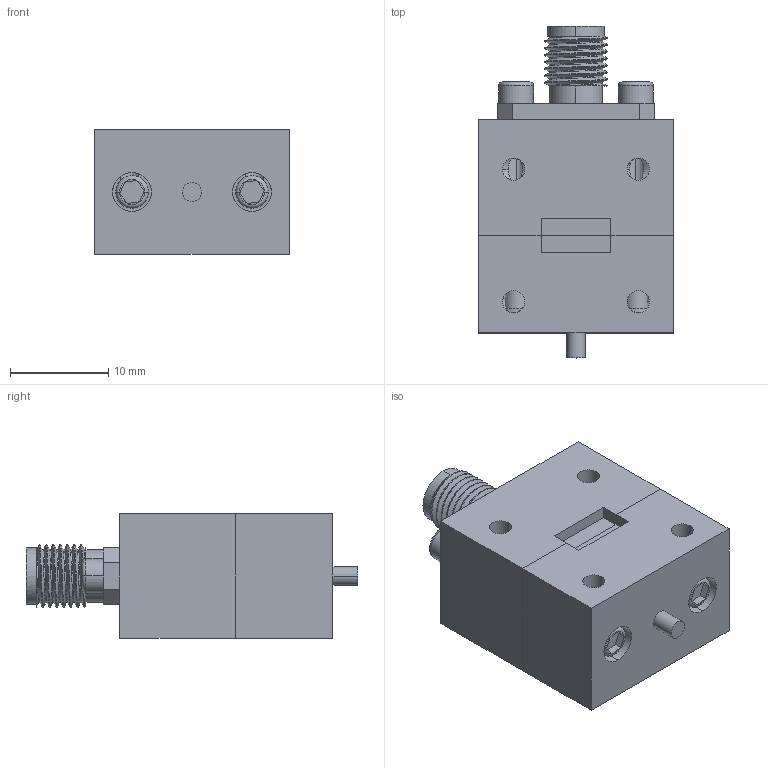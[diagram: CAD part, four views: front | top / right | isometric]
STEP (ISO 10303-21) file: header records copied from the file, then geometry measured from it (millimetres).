
FILE_DESCRIPTION (( 'STEP AP214' ), '1' );
FILE_NAME ('Ka-3X Outline Assembly.STEP', '2019-12-12T18:40:49', ( '' ), ( '' ), 'SwSTEP 2.0', 'SolidWorks 2019', '' );
FILE_SCHEMA (( 'AUTOMOTIVE_DESIGN' ));
Length unit declared in the file: inch
Products named in the file (7): Ka-3X Outline Assembly; Female SMA; 1238 Ka-3X Diode Post Block FOR WEBSITE; Part6^Ka-3X Website Assembly; 1239 Ka-3X Filter Block FOR WEBSITE; 2-56 SOCKET HEAD SCREW HEAD_1; 2-56 x 1875 SOCKET HEAD SCREW HEAD
Assembly tree (8 placements, depth 2):
  Ka-3X Outline Assembly
    1238 Ka-3X Diode Post Block FOR WEBSITE
    1239 Ka-3X Filter Block FOR WEBSITE
    2-56 x 1875 SOCKET HEAD SCREW HEAD  x2
    Female SMA
    2-56 SOCKET HEAD SCREW HEAD_1  x2
    Part6^Ka-3X Website Assembly
Bounding box: 19.81 x 33.76 x 12.7 mm (x, y, z)
Volume: 5580.8 mm3; surface area: 3611.3 mm2
Topology: 8 solids, 8 shells, 171 faces, 424 edges, 278 vertices
Faces by surface type: plane 81, cylinder 67, cone 12, bspline 7, torus 4
Entity records: 5992 total; most frequent: CARTESIAN_POINT 2065, ORIENTED_EDGE 712, DIRECTION 678, EDGE_CURVE 356, AXIS2_PLACEMENT_3D 251, VERTEX_POINT 234, VECTOR 176, LINE 176
